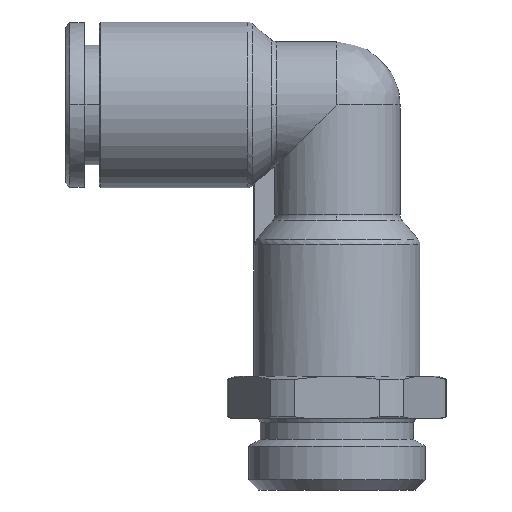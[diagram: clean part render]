
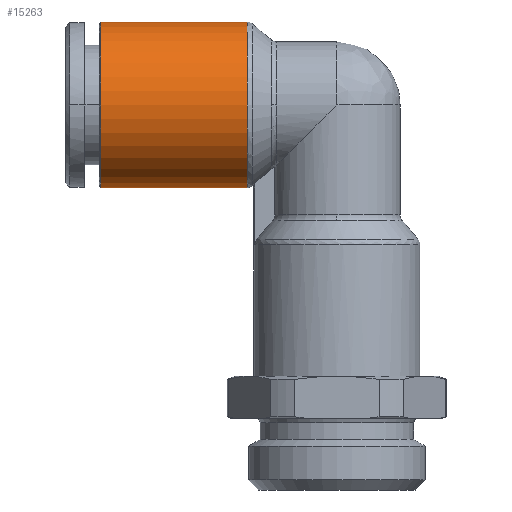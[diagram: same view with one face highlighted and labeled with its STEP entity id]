
A CAD part, left-side view. The second image highlights one B-rep face of the part: STEP entity #15263.
In plain terms, the highlighted cylindrical face has radius 9.85 mm (diameter 19.7 mm), a partial arc.
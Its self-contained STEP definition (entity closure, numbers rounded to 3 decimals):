
#200 = DIRECTION ( 'NONE',  ( 1., 0., 0. ) ) ;
#583 = CARTESIAN_POINT ( 'NONE',  ( -2.264, 0., -9.85 ) ) ;
#2076 = VERTEX_POINT ( 'NONE', #2657 ) ;
#2147 = LINE ( 'NONE', #10263, #5910 ) ;
#2352 = DIRECTION ( 'NONE',  ( 1., 0., 0. ) ) ;
#2416 = CARTESIAN_POINT ( 'NONE',  ( 15.072, 0., 9.85 ) ) ;
#2657 = CARTESIAN_POINT ( 'NONE',  ( 15.072, 0., -9.85 ) ) ;
#3368 = AXIS2_PLACEMENT_3D ( 'NONE', #4854, #2352, #4900 ) ;
#3370 = LINE ( 'NONE', #7118, #11448 ) ;
#3854 = CIRCLE ( 'NONE', #3368, 9.85 ) ;
#4854 = CARTESIAN_POINT ( 'NONE',  ( -2.264, 0., 0. ) ) ;
#4900 = DIRECTION ( 'NONE',  ( 0., 0., -1. ) ) ;
#5096 = DIRECTION ( 'NONE',  ( 0., 0., -1. ) ) ;
#5497 = ORIENTED_EDGE ( 'NONE', *, *, #9741, .T. ) ;
#5910 = VECTOR ( 'NONE', #13886, 1000. ) ;
#6993 = AXIS2_PLACEMENT_3D ( 'NONE', #9942, #200, #5096 ) ;
#7118 = CARTESIAN_POINT ( 'NONE',  ( 5.372, 0., -9.85 ) ) ;
#7137 = CARTESIAN_POINT ( 'NONE',  ( 15.072, 0., 0. ) ) ;
#7364 = ORIENTED_EDGE ( 'NONE', *, *, #9962, .T. ) ;
#7660 = DIRECTION ( 'NONE',  ( 0., 0., -1. ) ) ;
#7838 = VERTEX_POINT ( 'NONE', #9085 ) ;
#8728 = VERTEX_POINT ( 'NONE', #10879 ) ;
#8746 = EDGE_LOOP ( 'NONE', ( #11013, #9750, #5497, #7364, #15060 ) ) ;
#8964 = CARTESIAN_POINT ( 'NONE',  ( 15.072, 0., 0. ) ) ;
#9085 = CARTESIAN_POINT ( 'NONE',  ( -2.264, 0., 9.85 ) ) ;
#9651 = CYLINDRICAL_SURFACE ( 'NONE', #6993, 9.85 ) ;
#9741 = EDGE_CURVE ( 'NONE', #11380, #8728, #12567, .T. ) ;
#9750 = ORIENTED_EDGE ( 'NONE', *, *, #11470, .T. ) ;
#9942 = CARTESIAN_POINT ( 'NONE',  ( 5.372, 0., 0. ) ) ;
#9962 = EDGE_CURVE ( 'NONE', #8728, #2076, #14079, .T. ) ;
#10205 = EDGE_CURVE ( 'NONE', #11543, #2076, #3370, .T. ) ;
#10263 = CARTESIAN_POINT ( 'NONE',  ( 5.372, 0., 9.85 ) ) ;
#10879 = CARTESIAN_POINT ( 'NONE',  ( 15.072, 9.85, 0. ) ) ;
#11013 = ORIENTED_EDGE ( 'NONE', *, *, #14515, .T. ) ;
#11380 = VERTEX_POINT ( 'NONE', #2416 ) ;
#11448 = VECTOR ( 'NONE', #15543, 1000. ) ;
#11470 = EDGE_CURVE ( 'NONE', #7838, #11380, #2147, .T. ) ;
#11543 = VERTEX_POINT ( 'NONE', #583 ) ;
#11584 = AXIS2_PLACEMENT_3D ( 'NONE', #8964, #14976, #7660 ) ;
#12567 = CIRCLE ( 'NONE', #15102, 9.85 ) ;
#13279 = DIRECTION ( 'NONE',  ( -1., 0., 0. ) ) ;
#13886 = DIRECTION ( 'NONE',  ( 1., 0., 0. ) ) ;
#13986 = FACE_OUTER_BOUND ( 'NONE', #8746, .T. ) ;
#14079 = CIRCLE ( 'NONE', #11584, 9.85 ) ;
#14515 = EDGE_CURVE ( 'NONE', #11543, #7838, #3854, .T. ) ;
#14976 = DIRECTION ( 'NONE',  ( -1., 0., 0. ) ) ;
#15060 = ORIENTED_EDGE ( 'NONE', *, *, #10205, .F. ) ;
#15102 = AXIS2_PLACEMENT_3D ( 'NONE', #7137, #13279, #15565 ) ;
#15263 = ADVANCED_FACE ( 'NONE', ( #13986 ), #9651, .T. ) ;
#15543 = DIRECTION ( 'NONE',  ( 1., 0., 0. ) ) ;
#15565 = DIRECTION ( 'NONE',  ( 0., 0., -1. ) ) ;
